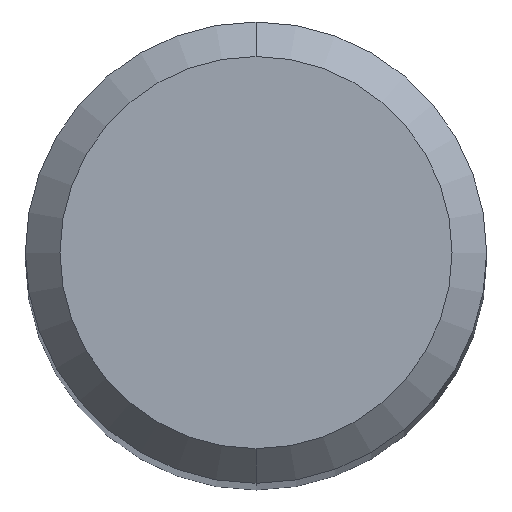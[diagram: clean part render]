
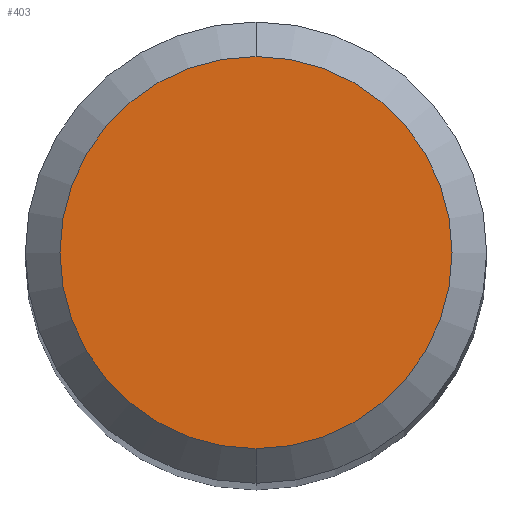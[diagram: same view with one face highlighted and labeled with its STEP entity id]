
A CAD part, top view. The second image highlights one B-rep face of the part: STEP entity #403.
In plain terms, the highlighted planar face has unit normal (0, 0, 1).
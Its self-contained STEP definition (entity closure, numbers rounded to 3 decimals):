
#397=EDGE_CURVE('',#489,#955,#1063,.T.);
#403=ADVANCED_FACE('',(#1070),#1071,.T.);
#489=VERTEX_POINT('',#1165);
#951=EDGE_CURVE('',#955,#489,#1668,.T.);
#955=VERTEX_POINT('',#1672);
#1063=CIRCLE('',#1881,1.7);
#1070=FACE_OUTER_BOUND('',#1958,.T.);
#1071=PLANE('',#1959);
#1165=CARTESIAN_POINT('',(0.,-1.7,0.0));
#1668=CIRCLE('',#4170,1.7);
#1672=CARTESIAN_POINT('',(0.0,1.7,0.0));
#1881=AXIS2_PLACEMENT_3D('',#4500,#4501,#4502);
#1958=EDGE_LOOP('',(#4512,#4513));
#1959=AXIS2_PLACEMENT_3D('',#4514,#4515,#4516);
#4170=AXIS2_PLACEMENT_3D('',#5162,#5163,#5164);
#4500=CARTESIAN_POINT('',(0.0,0.0,0.0));
#4501=DIRECTION('',(0.0,0.0,-1.0));
#4502=DIRECTION('',(0.0,1.0,0.0));
#4512=ORIENTED_EDGE('',*,*,#951,.F.);
#4513=ORIENTED_EDGE('',*,*,#397,.F.);
#4514=CARTESIAN_POINT('',(0.0,0.85,0.0));
#4515=DIRECTION('',(-0.0,0.0,1.0));
#4516=DIRECTION('',(0.0,-1.0,0.0));
#5162=CARTESIAN_POINT('',(0.0,0.0,0.0));
#5163=DIRECTION('',(0.0,0.0,-1.0));
#5164=DIRECTION('',(0.0,1.0,0.0));
